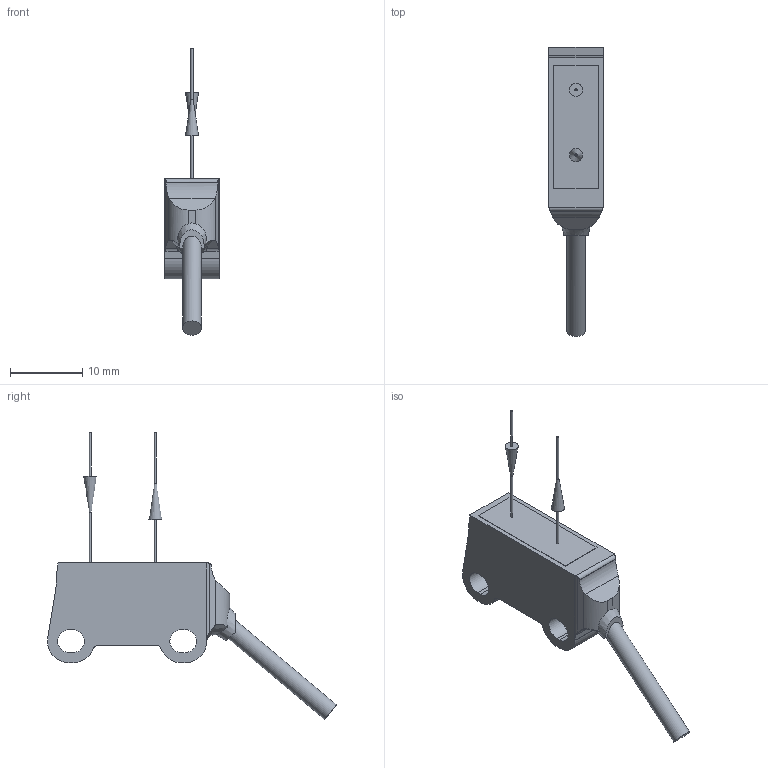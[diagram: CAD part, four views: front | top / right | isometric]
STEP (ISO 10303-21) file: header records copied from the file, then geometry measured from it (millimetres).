
FILE_DESCRIPTION(/* description */ ('STEP AP214'),/* implementation_level */ '2;1');
FILE_NAME(/* name */ '8075660_SOOD-BS-L-PN-80',/* time_stamp */ '2024-09-15T10:16:25+02:00',/* author */ ('License CC BY-ND 4.0'),/* organization */ ('CADENAS'),/* preprocessor_version */ 'ST-DEVELOPER v19.3',/* originating_system */ 'PARTsolutions',/* authorisation */ ' ');
FILE_SCHEMA (('AUTOMOTIVE_DESIGN {1 0 10303 214 3 1 1}'));
Length unit declared in the file: millimetre
Products named in the file (4): 8075660 SOOD-BS-L-PN-80---(0); 8075660 SOOD-BS-L-PN-80---(p-); Light-Beam-1-18-0.3; Light-Beam-2-18-0.3
Assembly tree (3 placements, depth 2):
  8075660 SOOD-BS-L-PN-80---(0)
    8075660 SOOD-BS-L-PN-80---(p-)
    Light-Beam-1-18-0.3
    Light-Beam-2-18-0.3
Bounding box: 7.5 x 39.93 x 39.61 mm (x, y, z)
Volume: 2108.8 mm3; surface area: 1447.8 mm2
Topology: 3 solids, 3 shells, 66 faces, 168 edges, 111 vertices
Faces by surface type: plane 36, cylinder 24, cone 3, torus 3
Full cylindrical faces by diameter (mm): 0.3 x4, 2.6 x1
Entity records: 2467 total; most frequent: CARTESIAN_POINT 422, DIRECTION 331, ORIENTED_EDGE 316, EDGE_CURVE 158, AXIS2_PLACEMENT_3D 126, VERTEX_POINT 109, EDGE_LOOP 81, FACE_BOUND 81
